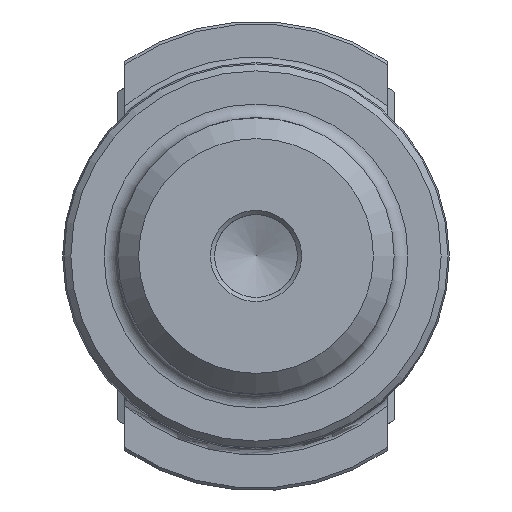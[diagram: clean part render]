
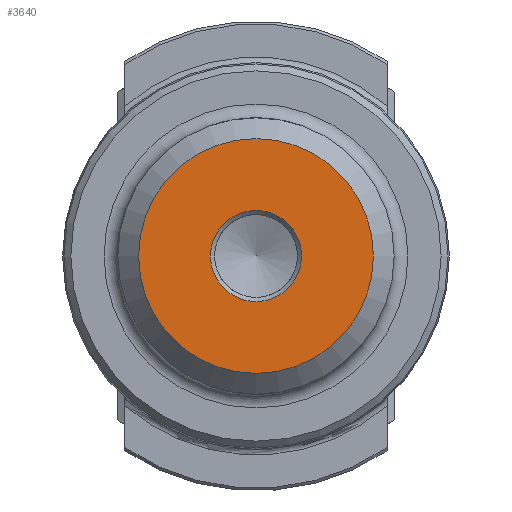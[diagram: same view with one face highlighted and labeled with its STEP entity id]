
A CAD part, left-side view. The second image highlights one B-rep face of the part: STEP entity #3640.
In plain terms, the highlighted planar face has unit normal (-1, 0, 0).
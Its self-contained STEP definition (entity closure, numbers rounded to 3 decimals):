
#61 = CARTESIAN_POINT ( 'NONE',  ( 0., 0., 0. ) ) ;
#178 = DIRECTION ( 'NONE',  ( -1., 0., 0. ) ) ;
#252 = ORIENTED_EDGE ( 'NONE', *, *, #1155, .T. ) ;
#349 = AXIS2_PLACEMENT_3D ( 'NONE', #2193, #1664, #1991 ) ;
#394 = FACE_OUTER_BOUND ( 'NONE', #1364, .T. ) ;
#593 = CARTESIAN_POINT ( 'NONE',  ( 0., 0., 8.5 ) ) ;
#1068 = PLANE ( 'NONE',  #349 ) ;
#1113 = CARTESIAN_POINT ( 'NONE',  ( 0., 0., 0. ) ) ;
#1155 = EDGE_CURVE ( 'NONE', #3372, #3372, #1899, .T. ) ;
#1268 = FACE_BOUND ( 'NONE', #2656, .T. ) ;
#1364 = EDGE_LOOP ( 'NONE', ( #252 ) ) ;
#1664 = DIRECTION ( 'NONE',  ( 1., 0., 0. ) ) ;
#1784 = VERTEX_POINT ( 'NONE', #2685 ) ;
#1899 = CIRCLE ( 'NONE', #3476, 8.5 ) ;
#1991 = DIRECTION ( 'NONE',  ( 0., 0., -1. ) ) ;
#2020 = AXIS2_PLACEMENT_3D ( 'NONE', #1113, #178, #2276 ) ;
#2193 = CARTESIAN_POINT ( 'NONE',  ( 0., 3.3, 0. ) ) ;
#2276 = DIRECTION ( 'NONE',  ( 0., 0., 1. ) ) ;
#2568 = EDGE_CURVE ( 'NONE', #1784, #1784, #3003, .T. ) ;
#2656 = EDGE_LOOP ( 'NONE', ( #2807 ) ) ;
#2685 = CARTESIAN_POINT ( 'NONE',  ( 0., 0., 3.3 ) ) ;
#2779 = DIRECTION ( 'NONE',  ( 0., 0., 1. ) ) ;
#2807 = ORIENTED_EDGE ( 'NONE', *, *, #2568, .F. ) ;
#3003 = CIRCLE ( 'NONE', #2020, 3.3 ) ;
#3372 = VERTEX_POINT ( 'NONE', #593 ) ;
#3476 = AXIS2_PLACEMENT_3D ( 'NONE', #61, #3639, #2779 ) ;
#3639 = DIRECTION ( 'NONE',  ( -1., 0., 0. ) ) ;
#3640 = ADVANCED_FACE ( 'NONE', ( #1268, #394 ), #1068, .F. ) ;
